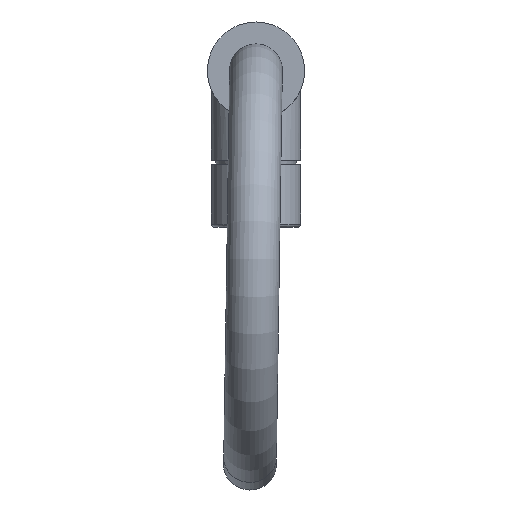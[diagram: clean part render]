
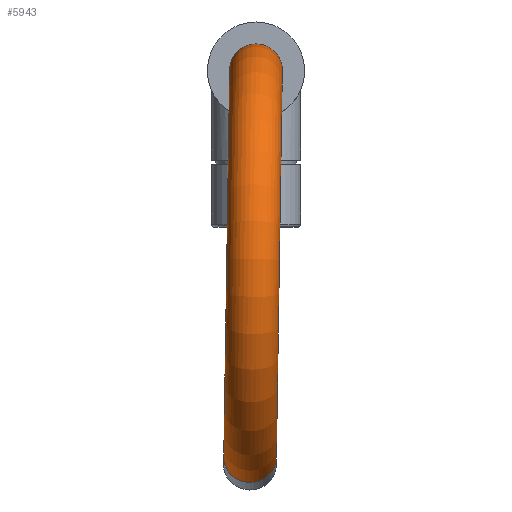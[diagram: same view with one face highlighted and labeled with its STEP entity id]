
A CAD part, top view. The second image highlights one B-rep face of the part: STEP entity #5943.
In plain terms, the highlighted toroidal (fillet/blend) face has major radius 98.3 mm and minor radius 13 mm.
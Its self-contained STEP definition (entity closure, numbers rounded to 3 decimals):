
#21=TOROIDAL_SURFACE('',#6577,98.3,13.);
#1892=ORIENTED_EDGE('',*,*,#3149,.F.);
#1893=ORIENTED_EDGE('',*,*,#3150,.T.);
#3149=EDGE_CURVE('',#4776,#4776,#3760,.F.);
#3150=EDGE_CURVE('',#4777,#4777,#3761,.F.);
#3760=CIRCLE('',#6576,13.);
#3761=CIRCLE('',#6578,13.);
#4204=EDGE_LOOP('',(#1892));
#4205=EDGE_LOOP('',(#1893));
#4776=VERTEX_POINT('',#11597);
#4777=VERTEX_POINT('',#11600);
#5393=FACE_BOUND('',#4204,.T.);
#5394=FACE_BOUND('',#4205,.T.);
#5943=ADVANCED_FACE('',(#5393,#5394),#21,.T.);
#6576=AXIS2_PLACEMENT_3D('',#11596,#7748,#7749);
#6577=AXIS2_PLACEMENT_3D('',#11598,#7750,#7751);
#6578=AXIS2_PLACEMENT_3D('',#11599,#7752,#7753);
#7748=DIRECTION('',(0.,0.326,0.946));
#7749=DIRECTION('',(1.,0.,0.));
#7750=DIRECTION('',(1.,0.,0.));
#7751=DIRECTION('',(0.,1.,0.));
#7752=DIRECTION('',(0.,0.,-1.));
#7753=DIRECTION('',(1.,0.,0.));
#11596=CARTESIAN_POINT('',(0.,-191.244,142.903));
#11597=CARTESIAN_POINT('',(13.,-191.244,142.903));
#11598=CARTESIAN_POINT('',(0.,-98.3,110.9));
#11599=CARTESIAN_POINT('',(0.,0.,110.9));
#11600=CARTESIAN_POINT('',(13.,0.,110.9));
